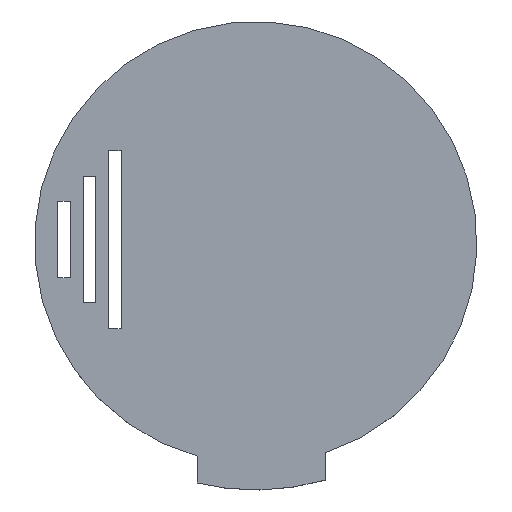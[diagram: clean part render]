
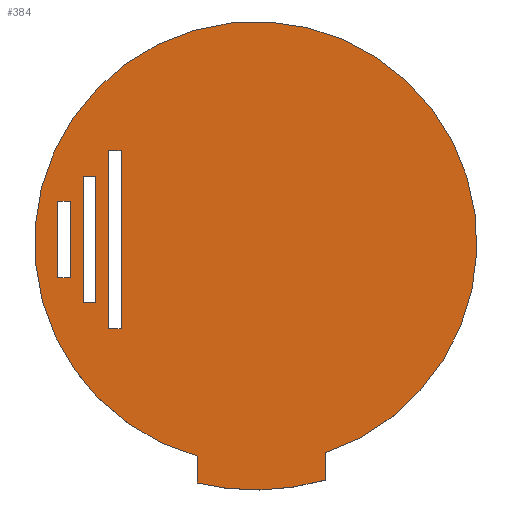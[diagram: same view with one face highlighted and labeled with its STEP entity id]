
A CAD part, top view. The second image highlights one B-rep face of the part: STEP entity #384.
In plain terms, the highlighted planar face has unit normal (0, 0, 1).
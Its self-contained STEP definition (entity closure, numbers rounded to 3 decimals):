
#15=FACE_BOUND('',#80,.T.);
#16=FACE_BOUND('',#81,.T.);
#17=FACE_BOUND('',#82,.T.);
#35=PLANE('',#408);
#37=CIRCLE('',#389,19.563);
#39=CIRCLE('',#394,17.428);
#60=FACE_OUTER_BOUND('',#79,.T.);
#79=EDGE_LOOP('',(#332,#333,#334,#335,#336));
#80=EDGE_LOOP('',(#337,#338,#339,#340));
#81=EDGE_LOOP('',(#341,#342,#343,#344));
#82=EDGE_LOOP('',(#345,#346,#347,#348));
#90=LINE('',#548,#135);
#93=LINE('',#554,#138);
#96=LINE('',#564,#141);
#100=LINE('',#572,#145);
#103=LINE('',#578,#148);
#106=LINE('',#583,#151);
#108=LINE('',#588,#153);
#112=LINE('',#596,#157);
#115=LINE('',#602,#160);
#118=LINE('',#607,#163);
#120=LINE('',#612,#165);
#124=LINE('',#620,#169);
#127=LINE('',#626,#172);
#130=LINE('',#631,#175);
#135=VECTOR('',#423,10.);
#138=VECTOR('',#428,10.);
#141=VECTOR('',#439,10.);
#145=VECTOR('',#445,10.);
#148=VECTOR('',#450,10.);
#151=VECTOR('',#455,10.);
#153=VECTOR('',#459,10.);
#157=VECTOR('',#465,10.);
#160=VECTOR('',#470,10.);
#163=VECTOR('',#475,10.);
#165=VECTOR('',#479,10.);
#169=VECTOR('',#485,10.);
#172=VECTOR('',#490,10.);
#175=VECTOR('',#495,10.);
#177=(
BOUNDED_CURVE()
B_SPLINE_CURVE(5,(#520,#521,#522,#523,#524,#525,#526,#527),
 .UNSPECIFIED.,.F.,.F.)
B_SPLINE_CURVE_WITH_KNOTS((6,1,1,6),(0.767,0.8,0.9,1.),
 .UNSPECIFIED.)
CURVE()
GEOMETRIC_REPRESENTATION_ITEM()
RATIONAL_B_SPLINE_CURVE((1.,1.,1.,1.,1.,1.,1.,1.))
REPRESENTATION_ITEM('')
);
#179=VERTEX_POINT('',#518);
#180=VERTEX_POINT('',#519);
#183=VERTEX_POINT('',#541);
#185=VERTEX_POINT('',#547);
#187=VERTEX_POINT('',#553);
#189=VERTEX_POINT('',#562);
#190=VERTEX_POINT('',#563);
#193=VERTEX_POINT('',#571);
#195=VERTEX_POINT('',#577);
#197=VERTEX_POINT('',#586);
#198=VERTEX_POINT('',#587);
#201=VERTEX_POINT('',#595);
#203=VERTEX_POINT('',#601);
#205=VERTEX_POINT('',#610);
#206=VERTEX_POINT('',#611);
#209=VERTEX_POINT('',#619);
#211=VERTEX_POINT('',#625);
#213=EDGE_CURVE('',#179,#180,#177,.T.);
#217=EDGE_CURVE('',#179,#183,#37,.T.);
#220=EDGE_CURVE('',#185,#183,#90,.T.);
#223=EDGE_CURVE('',#187,#180,#93,.T.);
#226=EDGE_CURVE('',#185,#187,#39,.T.);
#228=EDGE_CURVE('',#189,#190,#96,.T.);
#232=EDGE_CURVE('',#193,#189,#100,.T.);
#235=EDGE_CURVE('',#195,#193,#103,.T.);
#238=EDGE_CURVE('',#190,#195,#106,.T.);
#240=EDGE_CURVE('',#197,#198,#108,.T.);
#244=EDGE_CURVE('',#201,#197,#112,.T.);
#247=EDGE_CURVE('',#203,#201,#115,.T.);
#250=EDGE_CURVE('',#198,#203,#118,.T.);
#252=EDGE_CURVE('',#205,#206,#120,.T.);
#256=EDGE_CURVE('',#209,#205,#124,.T.);
#259=EDGE_CURVE('',#211,#209,#127,.T.);
#262=EDGE_CURVE('',#206,#211,#130,.T.);
#332=ORIENTED_EDGE('',*,*,#226,.T.);
#333=ORIENTED_EDGE('',*,*,#223,.T.);
#334=ORIENTED_EDGE('',*,*,#213,.F.);
#335=ORIENTED_EDGE('',*,*,#217,.T.);
#336=ORIENTED_EDGE('',*,*,#220,.F.);
#337=ORIENTED_EDGE('',*,*,#228,.T.);
#338=ORIENTED_EDGE('',*,*,#238,.T.);
#339=ORIENTED_EDGE('',*,*,#235,.T.);
#340=ORIENTED_EDGE('',*,*,#232,.T.);
#341=ORIENTED_EDGE('',*,*,#240,.T.);
#342=ORIENTED_EDGE('',*,*,#250,.T.);
#343=ORIENTED_EDGE('',*,*,#247,.T.);
#344=ORIENTED_EDGE('',*,*,#244,.T.);
#345=ORIENTED_EDGE('',*,*,#252,.T.);
#346=ORIENTED_EDGE('',*,*,#262,.T.);
#347=ORIENTED_EDGE('',*,*,#259,.T.);
#348=ORIENTED_EDGE('',*,*,#256,.T.);
#384=ADVANCED_FACE('',(#60,#15,#16,#17),#35,.T.);
#389=AXIS2_PLACEMENT_3D('',#542,#416,#417);
#394=AXIS2_PLACEMENT_3D('',#559,#433,#434);
#408=AXIS2_PLACEMENT_3D('',#633,#497,#498);
#416=DIRECTION('center_axis',(0.,0.,1.));
#417=DIRECTION('ref_axis',(-1.,0.,0.));
#423=DIRECTION('',(0.,-1.,0.));
#428=DIRECTION('',(0.,-1.,0.));
#433=DIRECTION('center_axis',(0.,0.,1.));
#434=DIRECTION('ref_axis',(1.,0.,0.));
#439=DIRECTION('',(-1.,0.,0.));
#445=DIRECTION('',(0.,-1.,0.));
#450=DIRECTION('',(1.,0.,0.));
#455=DIRECTION('',(0.,1.,0.));
#459=DIRECTION('',(-1.,0.,0.));
#465=DIRECTION('',(0.,-1.,0.));
#470=DIRECTION('',(1.,0.,0.));
#475=DIRECTION('',(0.,1.,0.));
#479=DIRECTION('',(0.,-1.,0.));
#485=DIRECTION('',(1.,0.,0.));
#490=DIRECTION('',(0.,1.,0.));
#495=DIRECTION('',(-1.,0.,0.));
#497=DIRECTION('center_axis',(0.,0.,1.));
#498=DIRECTION('ref_axis',(1.,0.,0.));
#518=CARTESIAN_POINT('',(-1.762,-1.754,5.2));
#519=CARTESIAN_POINT('',(-4.106,-1.335,5.2));
#520=CARTESIAN_POINT('Ctrl Pts',(-1.762,-1.754,5.2));
#521=CARTESIAN_POINT('Ctrl Pts',(-1.829,-1.746,5.2));
#522=CARTESIAN_POINT('Ctrl Pts',(-2.097,-1.712,5.2));
#523=CARTESIAN_POINT('Ctrl Pts',(-2.567,-1.644,5.2));
#524=CARTESIAN_POINT('Ctrl Pts',(-3.035,-1.563,5.2));
#525=CARTESIAN_POINT('Ctrl Pts',(-3.504,-1.47,5.2));
#526=CARTESIAN_POINT('Ctrl Pts',(-3.906,-1.382,5.2));
#527=CARTESIAN_POINT('Ctrl Pts',(-4.106,-1.335,5.2));
#541=CARTESIAN_POINT('',(5.975,-1.104,5.2));
#542=CARTESIAN_POINT('Origin',(0.5,17.678,5.2));
#547=CARTESIAN_POINT('',(5.975,1.044,5.2));
#548=CARTESIAN_POINT('',(5.975,1.044,5.2));
#553=CARTESIAN_POINT('',(-4.106,0.787,5.2));
#554=CARTESIAN_POINT('',(-4.106,0.787,5.2));
#559=CARTESIAN_POINT('Origin',(0.508,17.593,5.2));
#562=CARTESIAN_POINT('',(-14.1,14.85,5.2));
#563=CARTESIAN_POINT('',(-15.1,14.85,5.2));
#564=CARTESIAN_POINT('',(-6.796,14.85,5.2));
#571=CARTESIAN_POINT('',(-14.1,20.85,5.2));
#572=CARTESIAN_POINT('',(-14.1,19.221,5.2));
#577=CARTESIAN_POINT('',(-15.1,20.85,5.2));
#578=CARTESIAN_POINT('',(-7.296,20.85,5.2));
#583=CARTESIAN_POINT('',(-15.1,16.221,5.2));
#586=CARTESIAN_POINT('',(-12.1,12.85,5.2));
#587=CARTESIAN_POINT('',(-13.1,12.85,5.2));
#588=CARTESIAN_POINT('',(-5.796,12.85,5.2));
#595=CARTESIAN_POINT('',(-12.1,22.85,5.2));
#596=CARTESIAN_POINT('',(-12.1,20.221,5.2));
#601=CARTESIAN_POINT('',(-13.1,22.85,5.2));
#602=CARTESIAN_POINT('',(-6.296,22.85,5.2));
#607=CARTESIAN_POINT('',(-13.1,15.221,5.2));
#610=CARTESIAN_POINT('',(-10.1,24.85,5.2));
#611=CARTESIAN_POINT('',(-10.1,10.804,5.2));
#612=CARTESIAN_POINT('',(-10.1,21.221,5.2));
#619=CARTESIAN_POINT('',(-11.1,24.85,5.2));
#620=CARTESIAN_POINT('',(-5.296,24.85,5.2));
#625=CARTESIAN_POINT('',(-11.1,10.804,5.2));
#626=CARTESIAN_POINT('',(-11.1,14.198,5.2));
#631=CARTESIAN_POINT('',(-4.796,10.804,5.2));
#633=CARTESIAN_POINT('Origin',(0.508,17.593,5.2));
